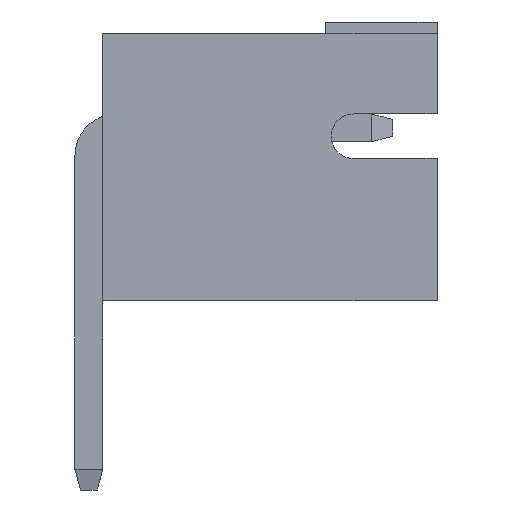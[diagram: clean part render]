
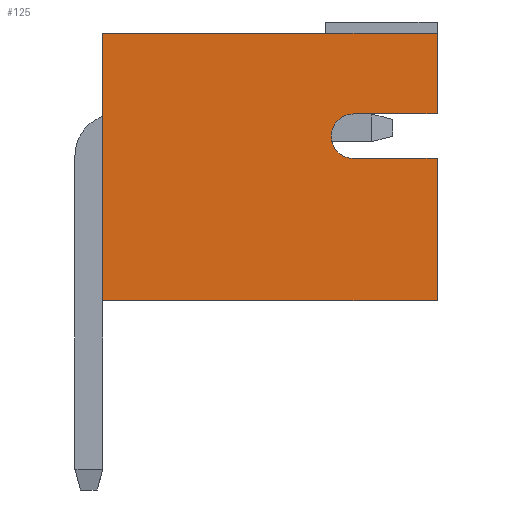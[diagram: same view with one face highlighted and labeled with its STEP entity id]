
A CAD part, left-side view. The second image highlights one B-rep face of the part: STEP entity #125.
In plain terms, the highlighted planar face has unit normal (-1, 0, 0).
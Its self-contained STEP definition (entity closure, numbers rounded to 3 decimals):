
#125=ADVANCED_FACE('',(#2062),#2064,.T.);
#2062=FACE_BOUND('',#2063,.T.);
#2063=EDGE_LOOP('',(#3630,#3631,#3632,#3633,#3634,#3635,#3636,#3637));
#2064=PLANE('',#2065);
#2065=AXIS2_PLACEMENT_3D('',#2066,#2067,#2068);
#2066=CARTESIAN_POINT('',(-1.95,0.,0.));
#2067=DIRECTION('',(-1.,0.,0.));
#2068=DIRECTION('',(0.,0.,1.));
#3630=ORIENTED_EDGE('',*,*,#4727,.T.);
#3631=ORIENTED_EDGE('',*,*,#4671,.T.);
#3632=ORIENTED_EDGE('',*,*,#4721,.T.);
#3633=ORIENTED_EDGE('',*,*,#4728,.T.);
#3634=ORIENTED_EDGE('',*,*,#4729,.T.);
#3635=ORIENTED_EDGE('',*,*,#4730,.T.);
#3636=ORIENTED_EDGE('',*,*,#4731,.T.);
#3637=ORIENTED_EDGE('',*,*,#4732,.T.);
#4671=EDGE_CURVE('',#5234,#5232,#5235,.T.);
#4721=EDGE_CURVE('',#5232,#5328,#5330,.T.);
#4727=EDGE_CURVE('',#5338,#5234,#5339,.F.);
#4728=EDGE_CURVE('',#5328,#5340,#5341,.T.);
#4729=EDGE_CURVE('',#5340,#5342,#5343,.T.);
#4730=EDGE_CURVE('',#5342,#5344,#5345,.T.);
#4731=EDGE_CURVE('',#5344,#5346,#5347,.F.);
#4732=EDGE_CURVE('',#5346,#5338,#5348,.F.);
#5232=VERTEX_POINT('',#6149);
#5234=VERTEX_POINT('',#6153);
#5235=LINE('',#6154,#6155);
#5328=VERTEX_POINT('',#6345);
#5330=LINE('',#6349,#6350);
#5338=VERTEX_POINT('',#6369);
#5339=LINE('',#6370,#6371);
#5340=VERTEX_POINT('',#6373);
#5341=LINE('',#6374,#6375);
#5342=VERTEX_POINT('',#6377);
#5343=LINE('',#6378,#6379);
#5344=VERTEX_POINT('',#6381);
#5345=LINE('',#6382,#6383);
#5346=VERTEX_POINT('',#6385);
#5347=LINE('',#6386,#6387);
#5348=CIRCLE('',#6389,0.4);
#6149=CARTESIAN_POINT('',(-1.95,-6.25,4.8));
#6153=CARTESIAN_POINT('',(-1.95,-6.25,3.35));
#6154=CARTESIAN_POINT('',(-1.95,-6.25,3.35));
#6155=VECTOR('',#6156,1.);
#6156=DIRECTION('',(0.,0.,1.));
#6345=CARTESIAN_POINT('',(-1.95,-0.25,4.8));
#6349=CARTESIAN_POINT('',(-1.95,-6.25,4.8));
#6350=VECTOR('',#6351,1.);
#6351=DIRECTION('',(0.,1.,0.));
#6369=CARTESIAN_POINT('',(-1.95,-4.75,3.35));
#6370=CARTESIAN_POINT('',(-1.95,-6.25,3.35));
#6371=VECTOR('',#6372,1.);
#6372=DIRECTION('',(0.,1.,0.));
#6373=CARTESIAN_POINT('',(-1.95,-0.25,0.));
#6374=CARTESIAN_POINT('',(-1.95,-0.25,4.8));
#6375=VECTOR('',#6376,1.);
#6376=DIRECTION('',(0.,0.,-1.));
#6377=CARTESIAN_POINT('',(-1.95,-6.25,0.));
#6378=CARTESIAN_POINT('',(-1.95,-0.25,0.));
#6379=VECTOR('',#6380,1.);
#6380=DIRECTION('',(0.,-1.,0.));
#6381=CARTESIAN_POINT('',(-1.95,-6.25,2.55));
#6382=CARTESIAN_POINT('',(-1.95,-6.25,0.));
#6383=VECTOR('',#6384,1.);
#6384=DIRECTION('',(0.,0.,1.));
#6385=CARTESIAN_POINT('',(-1.95,-4.75,2.55));
#6386=CARTESIAN_POINT('',(-1.95,-4.75,2.55));
#6387=VECTOR('',#6388,1.);
#6388=DIRECTION('',(0.,-1.,0.));
#6389=AXIS2_PLACEMENT_3D('',#6390,#6391,#6392);
#6390=CARTESIAN_POINT('',(-1.95,-4.75,2.95));
#6391=DIRECTION('',(-1.,0.,0.));
#6392=DIRECTION('',(0.,0.,1.));
